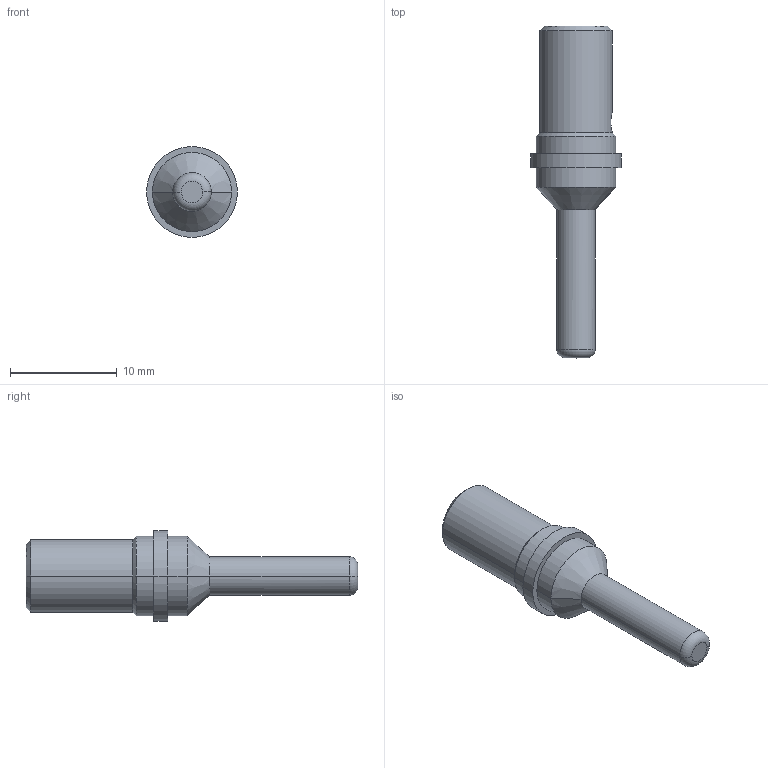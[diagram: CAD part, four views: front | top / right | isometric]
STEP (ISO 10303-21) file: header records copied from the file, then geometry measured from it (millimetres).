
FILE_DESCRIPTION((''),'2;1');
FILE_NAME('C-SC000345_3D','2016-01-28T',('Orion.Li'),(''),'PRO/ENGINEER BY PARAMETRIC TECHNOLOGY CORPORATION, 2013230','PRO/ENGINEER BY PARAMETRIC TECHNOLOGY CORPORATION, 2013230','');
FILE_SCHEMA(('CONFIG_CONTROL_DESIGN'));
Length unit declared in the file: millimetre
Products named in the file (1): C-SC000345_3D
Bounding box: 8.5 x 31.04 x 8.5 mm (x, y, z)
Volume: 722.1 mm3; surface area: 659 mm2
Topology: 1 solids, 1 shells, 31 faces, 81 edges, 56 vertices
Faces by surface type: cylinder 15, cone 8, plane 6, torus 2
Entity records: 1083 total; most frequent: CARTESIAN_POINT 230, DIRECTION 189, ORIENTED_EDGE 162, AXIS2_PLACEMENT_3D 83, EDGE_CURVE 81, VERTEX_POINT 56, CIRCLE 52, EDGE_LOOP 35
